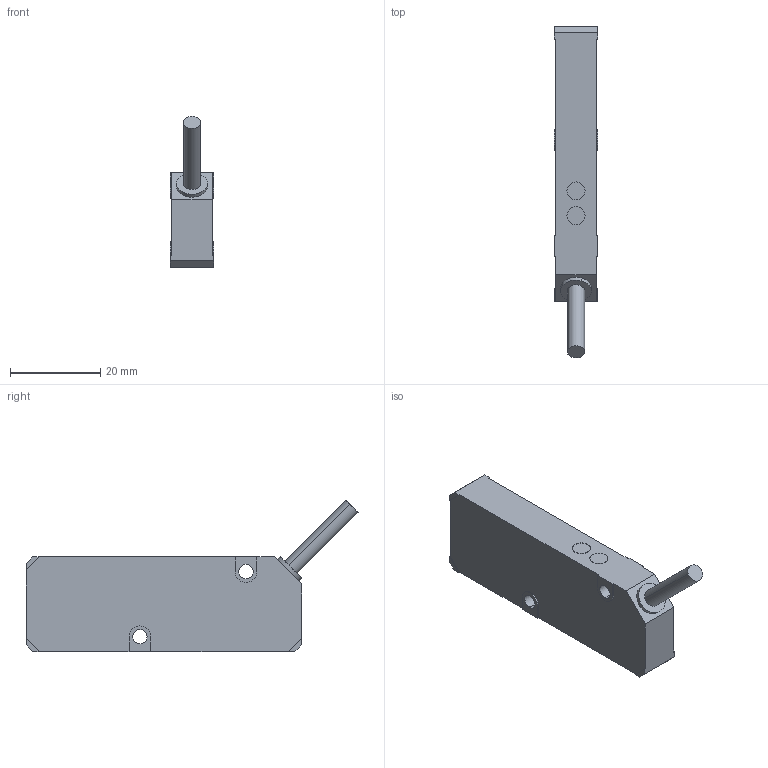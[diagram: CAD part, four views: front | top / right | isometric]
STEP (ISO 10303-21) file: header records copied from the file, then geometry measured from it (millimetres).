
FILE_DESCRIPTION(('CoCreate Modeling STEP Export'),'2;1');
FILE_NAME('TD1-010M8.stp','2018-05-18T11:17:29',(''),(''),'CoCreate Modeling STEP processor for AP214 (Solid Model)','CoCreate Modeling 16.50A 01-Dec-2009 (C) Parametric Technology GmbH','');
FILE_SCHEMA(('AUTOMOTIVE_DESIGN { 1 0 10303 214 1 1 1 1 }'));
Length unit declared in the file: millimetre
Products named in the file (2): TD1-010M8
Assembly tree (1 placements, depth 2):
  TD1-010M8
    TD1-010M8
Bounding box: 9.6 x 73.49 x 33.49 mm (x, y, z)
Volume: 11464.6 mm3; surface area: 4392.4 mm2
Topology: 1 solids, 1 shells, 68 faces, 180 edges, 120 vertices
Faces by surface type: plane 48, cylinder 20
Entity records: 1987 total; most frequent: ORIENTED_EDGE 360, CARTESIAN_POINT 336, DIRECTION 292, EDGE_CURVE 180, VECTOR 140, LINE 140, VERTEX_POINT 120, EDGE_LOOP 78
